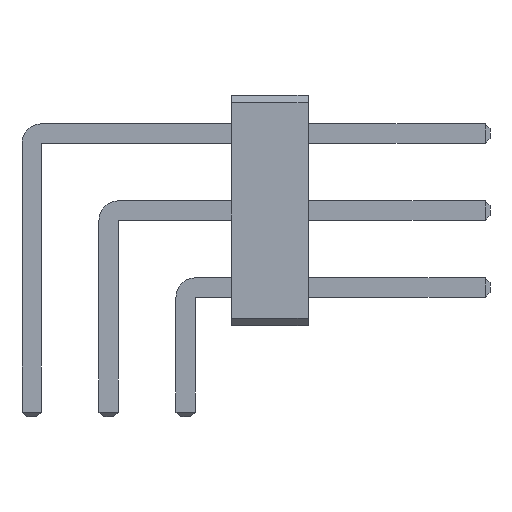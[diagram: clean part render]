
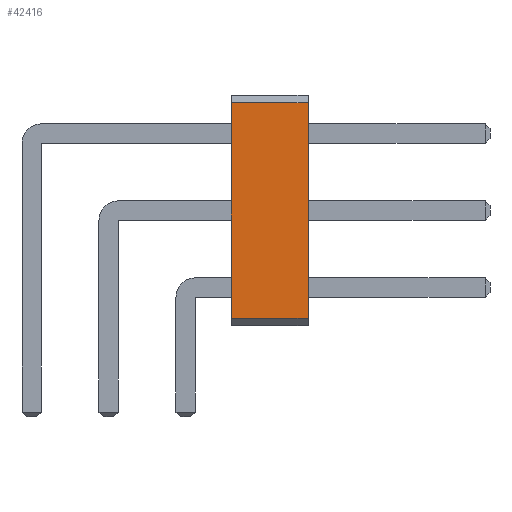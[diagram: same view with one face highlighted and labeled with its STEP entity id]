
A CAD part, front view. The second image highlights one B-rep face of the part: STEP entity #42416.
In plain terms, the highlighted planar face has unit normal (0, -1, 0).
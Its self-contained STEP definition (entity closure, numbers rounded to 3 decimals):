
#42416 = ADVANCED_FACE('',(#42417),#42451,.T.);
#42417 = FACE_BOUND('',#42418,.T.);
#42418 = EDGE_LOOP('',(#42419,#42429,#42437,#42445));
#42419 = ORIENTED_EDGE('',*,*,#42420,.T.);
#42420 = EDGE_CURVE('',#42421,#42423,#42425,.T.);
#42421 = VERTEX_POINT('',#42422);
#42422 = CARTESIAN_POINT('',(6.58,-54.61,0.254));
#42423 = VERTEX_POINT('',#42424);
#42424 = CARTESIAN_POINT('',(9.12,-54.61,0.254));
#42425 = LINE('',#42426,#42427);
#42426 = CARTESIAN_POINT('',(6.58,-54.61,0.254));
#42427 = VECTOR('',#42428,1.);
#42428 = DIRECTION('',(1.,0.,0.));
#42429 = ORIENTED_EDGE('',*,*,#42430,.T.);
#42430 = EDGE_CURVE('',#42423,#42431,#42433,.T.);
#42431 = VERTEX_POINT('',#42432);
#42432 = CARTESIAN_POINT('',(9.12,-54.61,7.366));
#42433 = LINE('',#42434,#42435);
#42434 = CARTESIAN_POINT('',(9.12,-54.61,0.254));
#42435 = VECTOR('',#42436,1.);
#42436 = DIRECTION('',(0.,0.,1.));
#42437 = ORIENTED_EDGE('',*,*,#42438,.F.);
#42438 = EDGE_CURVE('',#42439,#42431,#42441,.T.);
#42439 = VERTEX_POINT('',#42440);
#42440 = CARTESIAN_POINT('',(6.58,-54.61,7.366));
#42441 = LINE('',#42442,#42443);
#42442 = CARTESIAN_POINT('',(6.58,-54.61,7.366));
#42443 = VECTOR('',#42444,1.);
#42444 = DIRECTION('',(1.,0.,0.));
#42445 = ORIENTED_EDGE('',*,*,#42446,.F.);
#42446 = EDGE_CURVE('',#42421,#42439,#42447,.T.);
#42447 = LINE('',#42448,#42449);
#42448 = CARTESIAN_POINT('',(6.58,-54.61,0.254));
#42449 = VECTOR('',#42450,1.);
#42450 = DIRECTION('',(0.,0.,1.));
#42451 = PLANE('',#42452);
#42452 = AXIS2_PLACEMENT_3D('',#42453,#42454,#42455);
#42453 = CARTESIAN_POINT('',(6.58,-54.61,0.254));
#42454 = DIRECTION('',(0.,-1.,0.));
#42455 = DIRECTION('',(0.,0.,1.));
